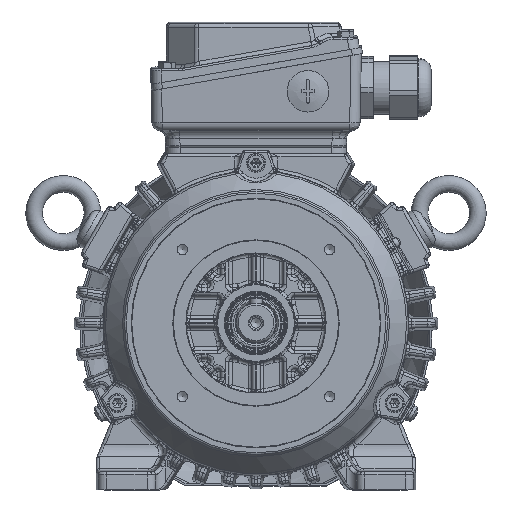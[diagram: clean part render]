
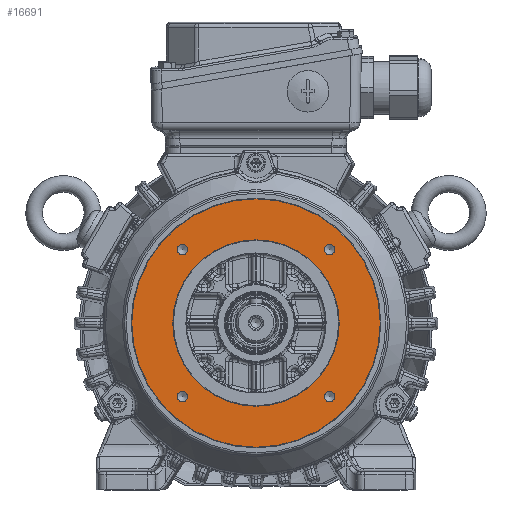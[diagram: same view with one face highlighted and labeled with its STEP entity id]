
A CAD part, top view. The second image highlights one B-rep face of the part: STEP entity #16691.
In plain terms, the highlighted planar face has unit normal (0, 0, 1).
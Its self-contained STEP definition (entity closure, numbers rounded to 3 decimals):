
#3432=PLANE('',#56449);
#16691=ADVANCED_FACE('',(#18037,#18038,#18039,#18040,#18041,#18042),#3432,
 .T.);
#18037=FACE_BOUND('',#20992,.T.);
#18038=FACE_BOUND('',#20993,.T.);
#18039=FACE_BOUND('',#20994,.T.);
#18040=FACE_BOUND('',#20995,.T.);
#18041=FACE_BOUND('',#20996,.T.);
#18042=FACE_BOUND('',#20997,.T.);
#20992=EDGE_LOOP('',(#34108));
#20993=EDGE_LOOP('',(#34109));
#20994=EDGE_LOOP('',(#34110));
#20995=EDGE_LOOP('',(#34111));
#20996=EDGE_LOOP('',(#34112));
#20997=EDGE_LOOP('',(#34113));
#34108=ORIENTED_EDGE('',*,*,#47710,.T.);
#34109=ORIENTED_EDGE('',*,*,#47908,.T.);
#34110=ORIENTED_EDGE('',*,*,#47717,.T.);
#34111=ORIENTED_EDGE('',*,*,#47715,.T.);
#34112=ORIENTED_EDGE('',*,*,#47928,.T.);
#34113=ORIENTED_EDGE('',*,*,#47929,.T.);
#39840=VERTEX_POINT('',#117047);
#39846=VERTEX_POINT('',#117063);
#39849=VERTEX_POINT('',#117070);
#39894=VERTEX_POINT('',#120481);
#39895=VERTEX_POINT('',#120576);
#39896=VERTEX_POINT('',#120578);
#47710=EDGE_CURVE('',#39840,#39840,#50912,.T.);
#47715=EDGE_CURVE('',#39846,#39846,#50917,.T.);
#47717=EDGE_CURVE('',#39849,#39849,#50919,.T.);
#47908=EDGE_CURVE('',#39894,#39894,#51022,.T.);
#47928=EDGE_CURVE('',#39895,#39895,#51026,.T.);
#47929=EDGE_CURVE('',#39896,#39896,#51027,.T.);
#50912=CIRCLE('',#56264,59.732);
#50917=CIRCLE('',#56274,2.5);
#50919=CIRCLE('',#56278,2.5);
#51022=CIRCLE('',#56441,40.);
#51026=CIRCLE('',#56447,2.5);
#51027=CIRCLE('',#56448,2.5);
#56264=AXIS2_PLACEMENT_3D('',#117046,#68783,#68784);
#56274=AXIS2_PLACEMENT_3D('',#117062,#68803,#68804);
#56278=AXIS2_PLACEMENT_3D('',#117069,#68811,#68812);
#56441=AXIS2_PLACEMENT_3D('',#120480,#69161,#69162);
#56447=AXIS2_PLACEMENT_3D('',#120575,#69173,#69174);
#56448=AXIS2_PLACEMENT_3D('',#120577,#69175,#69176);
#56449=AXIS2_PLACEMENT_3D('',#120579,#69177,#69178);
#68783=DIRECTION('',(0.,0.,1.));
#68784=DIRECTION('',(-1.,0.,0.));
#68803=DIRECTION('',(0.,0.,-1.));
#68804=DIRECTION('',(1.,0.,0.));
#68811=DIRECTION('',(0.,0.,-1.));
#68812=DIRECTION('',(1.,0.,0.));
#69161=DIRECTION('',(0.,0.,-1.));
#69162=DIRECTION('',(-1.,0.,0.));
#69173=DIRECTION('',(0.,0.,-1.));
#69174=DIRECTION('',(1.,0.,0.));
#69175=DIRECTION('',(0.,0.,-1.));
#69176=DIRECTION('',(1.,0.,0.));
#69177=DIRECTION('',(0.,0.,1.));
#69178=DIRECTION('',(-1.,0.,0.));
#117046=CARTESIAN_POINT('',(-20.194,-20.194,33.1));
#117047=CARTESIAN_POINT('',(-79.926,-20.194,33.1));
#117062=CARTESIAN_POINT('',(-55.549,-55.549,33.1));
#117063=CARTESIAN_POINT('',(-53.049,-55.549,33.1));
#117069=CARTESIAN_POINT('',(15.161,-55.549,33.1));
#117070=CARTESIAN_POINT('',(17.661,-55.549,33.1));
#120480=CARTESIAN_POINT('',(-20.194,-20.194,33.1));
#120481=CARTESIAN_POINT('',(-60.194,-20.194,33.1));
#120575=CARTESIAN_POINT('',(-55.549,15.161,33.1));
#120576=CARTESIAN_POINT('',(-53.049,15.161,33.1));
#120577=CARTESIAN_POINT('',(15.161,15.161,33.1));
#120578=CARTESIAN_POINT('',(17.661,15.161,33.1));
#120579=CARTESIAN_POINT('',(-20.194,-20.194,33.1));
